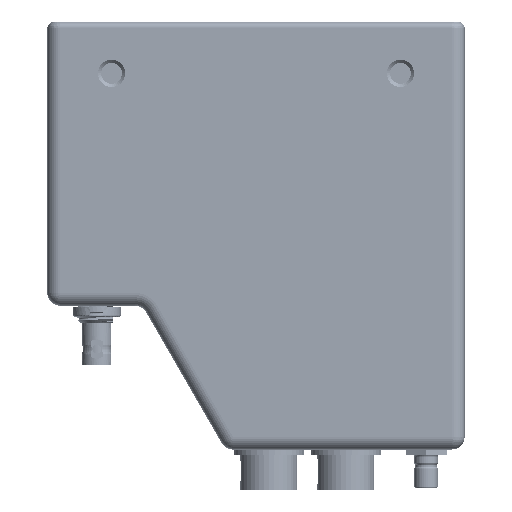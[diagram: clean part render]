
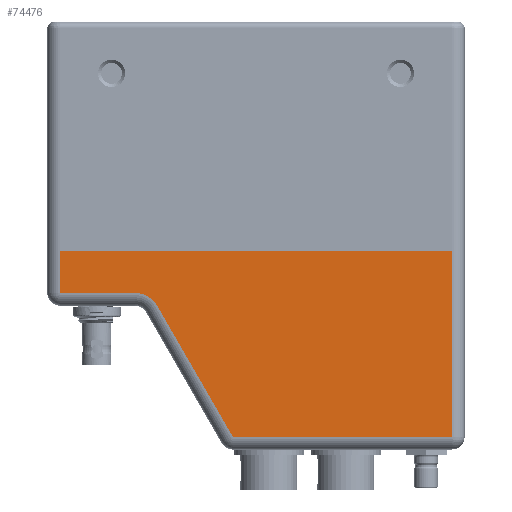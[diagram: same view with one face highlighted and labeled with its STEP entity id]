
A CAD part, left-side view. The second image highlights one B-rep face of the part: STEP entity #74476.
In plain terms, the highlighted planar face has unit normal (-1, 0, 0).
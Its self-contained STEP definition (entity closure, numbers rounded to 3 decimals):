
#5500=LINE('',#125081,#10825);
#5501=LINE('',#125085,#10826);
#5502=LINE('',#125087,#10827);
#5503=LINE('',#125089,#10828);
#5504=LINE('',#125093,#10829);
#5505=LINE('',#125094,#10830);
#10825=VECTOR('',#94694,10.);
#10826=VECTOR('',#94699,10.);
#10827=VECTOR('',#94700,10.);
#10828=VECTOR('',#94701,10.);
#10829=VECTOR('',#94704,10.);
#10830=VECTOR('',#94705,10.);
#17287=FACE_OUTER_BOUND('',#21789,.T.);
#21789=EDGE_LOOP('',(#56193,#56194,#56195,#56196,#56197,#56198,#56199));
#26446=CIRCLE('',#80316,4.);
#32109=VERTEX_POINT('',#125078);
#32110=VERTEX_POINT('',#125080);
#32111=VERTEX_POINT('',#125084);
#32112=VERTEX_POINT('',#125086);
#32113=VERTEX_POINT('',#125088);
#32114=VERTEX_POINT('',#125090);
#32115=VERTEX_POINT('',#125092);
#40796=EDGE_CURVE('',#32109,#32110,#5500,.T.);
#40798=EDGE_CURVE('',#32111,#32109,#5501,.T.);
#40799=EDGE_CURVE('',#32112,#32111,#5502,.T.);
#40800=EDGE_CURVE('',#32113,#32112,#5503,.T.);
#40801=EDGE_CURVE('',#32114,#32113,#26446,.T.);
#40802=EDGE_CURVE('',#32115,#32114,#5504,.T.);
#40803=EDGE_CURVE('',#32110,#32115,#5505,.T.);
#56193=ORIENTED_EDGE('',*,*,#40798,.F.);
#56194=ORIENTED_EDGE('',*,*,#40799,.F.);
#56195=ORIENTED_EDGE('',*,*,#40800,.F.);
#56196=ORIENTED_EDGE('',*,*,#40801,.F.);
#56197=ORIENTED_EDGE('',*,*,#40802,.F.);
#56198=ORIENTED_EDGE('',*,*,#40803,.F.);
#56199=ORIENTED_EDGE('',*,*,#40796,.F.);
#67277=PLANE('',#80315);
#74476=ADVANCED_FACE('',(#17287),#67277,.T.);
#80315=AXIS2_PLACEMENT_3D('',#125083,#94697,#94698);
#80316=AXIS2_PLACEMENT_3D('',#125091,#94702,#94703);
#94694=DIRECTION('',(0.,0.,-1.));
#94697=DIRECTION('center_axis',(-1.,0.,0.));
#94698=DIRECTION('ref_axis',(0.,0.,
1.));
#94699=DIRECTION('',(0.,-1.,0.));
#94700=DIRECTION('',(0.,0.,1.));
#94701=DIRECTION('',(0.,1.,0.));
#94702=DIRECTION('center_axis',(-1.,0.,0.));
#94703=DIRECTION('ref_axis',(0.,-0.5,0.866));
#94704=DIRECTION('',(0.,0.5,0.866));
#94705=DIRECTION('',(0.,1.,0.));
#125078=CARTESIAN_POINT('',(-32.5,-30.5,-2.4));
#125080=CARTESIAN_POINT('',(-32.5,-30.5,-31.3));
#125081=CARTESIAN_POINT('',(-32.5,-30.5,-5.1));
#125083=CARTESIAN_POINT('Origin',(-32.5,32.5,-5.1));
#125084=CARTESIAN_POINT('',(-32.5,30.5,-2.4));
#125085=CARTESIAN_POINT('',(-32.5,-15.25,-2.4));
#125086=CARTESIAN_POINT('',(-32.5,30.5,-8.9));
#125087=CARTESIAN_POINT('',(-32.5,30.5,-5.1));
#125088=CARTESIAN_POINT('',(-32.5,18.855,-8.9));
#125089=CARTESIAN_POINT('',(-32.5,25.1,-8.9));
#125090=CARTESIAN_POINT('',(-32.5,15.391,-10.9));
#125091=CARTESIAN_POINT('Origin',(-32.5,18.855,-12.9));
#125092=CARTESIAN_POINT('',(-32.5,3.613,-31.3));
#125093=CARTESIAN_POINT('',(-32.5,12.607,-15.721));
#125094=CARTESIAN_POINT('',(-32.5,16.25,-31.3));
